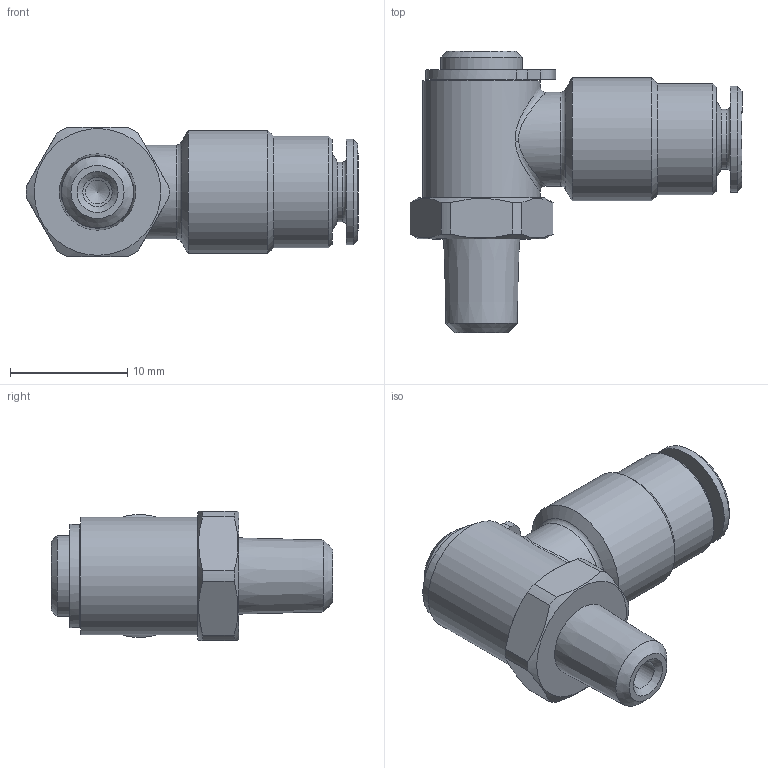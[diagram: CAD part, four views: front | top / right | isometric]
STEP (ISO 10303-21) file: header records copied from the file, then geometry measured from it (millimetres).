
FILE_DESCRIPTION(/* description */ ('STEP AP214'),/* implementation_level */ '2;1');
FILE_NAME(/* name */ 'H0080110',/* time_stamp */ '2023-05-10T15:26:24+02:00',/* author */ ('License CC BY-ND 4.0'),/* organization */ ('CADENAS'),/* preprocessor_version */ 'ST-DEVELOPER v19.3',/* originating_system */ 'PARTsolutions',/* authorisation */ ' ');
FILE_SCHEMA (('AUTOMOTIVE_DESIGN {1 0 10303 214 3 1 1}'));
Length unit declared in the file: millimetre
Products named in the file (1): H0080110
Bounding box: 28.3 x 24 x 11 mm (x, y, z)
Volume: 2423.5 mm3; surface area: 1886.6 mm2
Topology: 1 solids, 1 shells, 77 faces, 187 edges, 118 vertices
Faces by surface type: plane 30, cylinder 28, cone 15, bspline 2, torus 2
Full cylindrical faces by diameter (mm): 2 x1, 2.5 x2, 4.15 x1, 5.1 x1, 6.5 x1, 6.92 x1, 8 x1, 8.5 x1, 9 x1, 9.5 x1, 10 x1, 10.5 x1
Entity records: 2973 total; most frequent: CARTESIAN_POINT 771, DIRECTION 360, ORIENTED_EDGE 290, AXIS2_PLACEMENT_3D 159, EDGE_CURVE 145, FACE_BOUND 117, EDGE_LOOP 116, VERTEX_POINT 108
